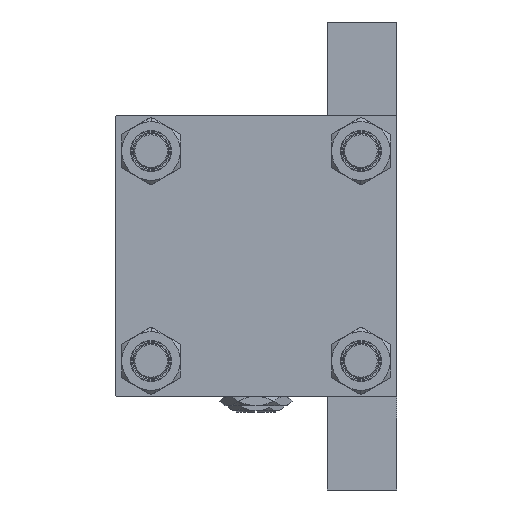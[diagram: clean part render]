
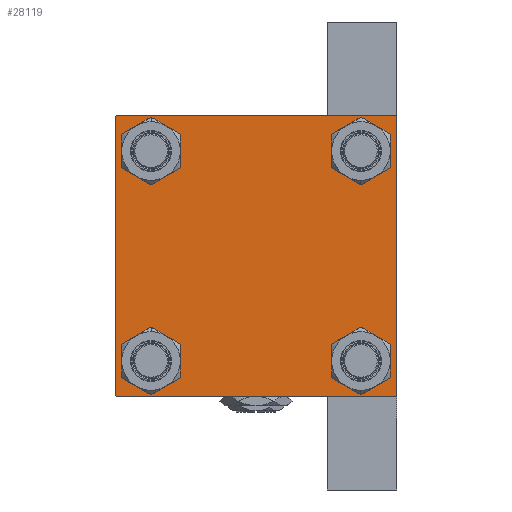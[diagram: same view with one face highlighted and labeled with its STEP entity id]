
A CAD part, left-side view. The second image highlights one B-rep face of the part: STEP entity #28119.
In plain terms, the highlighted planar face has unit normal (-1, 0, 0).
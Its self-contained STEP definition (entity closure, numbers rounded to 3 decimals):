
#361 = VERTEX_POINT ( 'NONE', #27243 ) ;
#1189 = LINE ( 'NONE', #20624, #24971 ) ;
#1277 = EDGE_CURVE ( 'NONE', #40508, #35991, #37557, .T. ) ;
#1569 = CARTESIAN_POINT ( 'NONE',  ( 0., 48.45, -39.95 ) ) ;
#1597 = CARTESIAN_POINT ( 'NONE',  ( 0., -65., -64.5 ) ) ;
#1976 = ORIENTED_EDGE ( 'NONE', *, *, #46871, .T. ) ;
#2221 = CARTESIAN_POINT ( 'NONE',  ( 0., -48.45, -39.95 ) ) ;
#2324 = FACE_BOUND ( 'NONE', #35591, .T. ) ;
#2336 = CARTESIAN_POINT ( 'NONE',  ( 0., 65., -65. ) ) ;
#2698 = DIRECTION ( 'NONE',  ( 1., 0., 0. ) ) ;
#2812 = ORIENTED_EDGE ( 'NONE', *, *, #43433, .T. ) ;
#3081 = CARTESIAN_POINT ( 'NONE',  ( 0., 0., 0. ) ) ;
#4037 = ORIENTED_EDGE ( 'NONE', *, *, #46137, .T. ) ;
#4509 = CARTESIAN_POINT ( 'NONE',  ( 0., 65., 65. ) ) ;
#5340 = VERTEX_POINT ( 'NONE', #48485 ) ;
#5735 = DIRECTION ( 'NONE',  ( 0., 0., 1. ) ) ;
#5832 = VERTEX_POINT ( 'NONE', #32393 ) ;
#6333 = VERTEX_POINT ( 'NONE', #46714 ) ;
#6569 = CARTESIAN_POINT ( 'NONE',  ( 0., 65., -64.5 ) ) ;
#6896 = FACE_OUTER_BOUND ( 'NONE', #47780, .T. ) ;
#7543 = VERTEX_POINT ( 'NONE', #17606 ) ;
#7651 = PLANE ( 'NONE',  #22757 ) ;
#8383 = ORIENTED_EDGE ( 'NONE', *, *, #1277, .T. ) ;
#9051 = DIRECTION ( 'NONE',  ( 0., 0., -1. ) ) ;
#9070 = CARTESIAN_POINT ( 'NONE',  ( 0., 65., 65. ) ) ;
#9598 = EDGE_CURVE ( 'NONE', #33417, #40158, #12821, .T. ) ;
#9804 = DIRECTION ( 'NONE',  ( 0., -0.707, -0.707 ) ) ;
#9845 = VECTOR ( 'NONE', #20794, 1000. ) ;
#10341 = EDGE_LOOP ( 'NONE', ( #48662, #2812 ) ) ;
#11632 = CARTESIAN_POINT ( 'NONE',  ( 0., -48.45, 48.45 ) ) ;
#11690 = FACE_BOUND ( 'NONE', #10341, .T. ) ;
#11848 = LINE ( 'NONE', #4509, #25185 ) ;
#11865 = VECTOR ( 'NONE', #9804, 1000. ) ;
#11969 = EDGE_LOOP ( 'NONE', ( #46743, #4037 ) ) ;
#11971 = VECTOR ( 'NONE', #12380, 1000. ) ;
#12365 = LINE ( 'NONE', #9070, #47578 ) ;
#12380 = DIRECTION ( 'NONE',  ( 0., 0.707, 0.707 ) ) ;
#12821 = LINE ( 'NONE', #43638, #13622 ) ;
#12885 = ORIENTED_EDGE ( 'NONE', *, *, #40675, .T. ) ;
#13554 = CARTESIAN_POINT ( 'NONE',  ( 0., 48.45, 48.45 ) ) ;
#13622 = VECTOR ( 'NONE', #9051, 1000. ) ;
#13826 = CIRCLE ( 'NONE', #49377, 8.5 ) ;
#14963 = DIRECTION ( 'NONE',  ( 0., 0., 1. ) ) ;
#15359 = VERTEX_POINT ( 'NONE', #29039 ) ;
#15468 = CARTESIAN_POINT ( 'NONE',  ( 0., -64.5, -65. ) ) ;
#16156 = LINE ( 'NONE', #31557, #11971 ) ;
#16305 = DIRECTION ( 'NONE',  ( 0., 0., 1. ) ) ;
#16871 = CIRCLE ( 'NONE', #36232, 8.5 ) ;
#17606 = CARTESIAN_POINT ( 'NONE',  ( 0., 65., 64.5 ) ) ;
#17994 = CARTESIAN_POINT ( 'NONE',  ( 0., 64.75, 64.75 ) ) ;
#18131 = CARTESIAN_POINT ( 'NONE',  ( 0., -48.45, 39.95 ) ) ;
#18251 = DIRECTION ( 'NONE',  ( 0., 0., 1. ) ) ;
#18725 = AXIS2_PLACEMENT_3D ( 'NONE', #11632, #27766, #27010 ) ;
#19031 = EDGE_CURVE ( 'NONE', #49073, #23502, #22162, .T. ) ;
#19408 = AXIS2_PLACEMENT_3D ( 'NONE', #13554, #25666, #5735 ) ;
#19661 = DIRECTION ( 'NONE',  ( 1., 0., 0. ) ) ;
#20624 = CARTESIAN_POINT ( 'NONE',  ( 0., -64.75, -64.75 ) ) ;
#20794 = DIRECTION ( 'NONE',  ( 0., 0.707, -0.707 ) ) ;
#21120 = CARTESIAN_POINT ( 'NONE',  ( 0., 64.5, 65. ) ) ;
#21336 = VERTEX_POINT ( 'NONE', #21120 ) ;
#21800 = CARTESIAN_POINT ( 'NONE',  ( 0., -48.45, -48.45 ) ) ;
#22162 = CIRCLE ( 'NONE', #38289, 8.5 ) ;
#22398 = ORIENTED_EDGE ( 'NONE', *, *, #25766, .F. ) ;
#22757 = AXIS2_PLACEMENT_3D ( 'NONE', #3081, #34394, #14963 ) ;
#22792 = FACE_BOUND ( 'NONE', #45436, .T. ) ;
#23154 = DIRECTION ( 'NONE',  ( 0., 0., 1. ) ) ;
#23502 = VERTEX_POINT ( 'NONE', #45835 ) ;
#23597 = AXIS2_PLACEMENT_3D ( 'NONE', #32825, #43985, #40194 ) ;
#24971 = VECTOR ( 'NONE', #43874, 1000. ) ;
#25044 = CIRCLE ( 'NONE', #33916, 8.5 ) ;
#25185 = VECTOR ( 'NONE', #27229, 1000. ) ;
#25666 = DIRECTION ( 'NONE',  ( 1., 0., 0. ) ) ;
#25729 = AXIS2_PLACEMENT_3D ( 'NONE', #21800, #45038, #18251 ) ;
#25766 = EDGE_CURVE ( 'NONE', #21336, #15359, #11848, .T. ) ;
#26573 = FACE_BOUND ( 'NONE', #11969, .T. ) ;
#27010 = DIRECTION ( 'NONE',  ( 0., 0., 1. ) ) ;
#27229 = DIRECTION ( 'NONE',  ( 0., -1., 0. ) ) ;
#27243 = CARTESIAN_POINT ( 'NONE',  ( 0., -48.45, 56.95 ) ) ;
#27766 = DIRECTION ( 'NONE',  ( 1., 0., 0. ) ) ;
#27996 = EDGE_CURVE ( 'NONE', #21336, #7543, #48561, .T. ) ;
#28119 = ADVANCED_FACE ( 'NONE', ( #2324, #22792, #26573, #11690, #6896 ), #7651, .T. ) ;
#28937 = ORIENTED_EDGE ( 'NONE', *, *, #36118, .T. ) ;
#29039 = CARTESIAN_POINT ( 'NONE',  ( 0., -64.5, 65. ) ) ;
#31215 = ORIENTED_EDGE ( 'NONE', *, *, #32880, .T. ) ;
#31557 = CARTESIAN_POINT ( 'NONE',  ( 0., -64.75, 64.75 ) ) ;
#32393 = CARTESIAN_POINT ( 'NONE',  ( 0., 48.45, -56.95 ) ) ;
#32825 = CARTESIAN_POINT ( 'NONE',  ( 0., -48.45, 48.45 ) ) ;
#32880 = EDGE_CURVE ( 'NONE', #33417, #15359, #16156, .T. ) ;
#33417 = VERTEX_POINT ( 'NONE', #38184 ) ;
#33916 = AXIS2_PLACEMENT_3D ( 'NONE', #34007, #42111, #49687 ) ;
#34007 = CARTESIAN_POINT ( 'NONE',  ( 0., 48.45, 48.45 ) ) ;
#34017 = CIRCLE ( 'NONE', #18725, 8.5 ) ;
#34042 = CARTESIAN_POINT ( 'NONE',  ( 0., 48.45, -48.45 ) ) ;
#34394 = DIRECTION ( 'NONE',  ( -1., 0., 0. ) ) ;
#35084 = DIRECTION ( 'NONE',  ( 0., 0., -1. ) ) ;
#35591 = EDGE_LOOP ( 'NONE', ( #40278, #1976 ) ) ;
#35757 = EDGE_CURVE ( 'NONE', #23502, #49073, #40285, .T. ) ;
#35987 = DIRECTION ( 'NONE',  ( 1., 0., 0. ) ) ;
#35991 = VERTEX_POINT ( 'NONE', #38086 ) ;
#36118 = EDGE_CURVE ( 'NONE', #46599, #40158, #1189, .T. ) ;
#36232 = AXIS2_PLACEMENT_3D ( 'NONE', #46160, #2698, #23154 ) ;
#37192 = LINE ( 'NONE', #2336, #39755 ) ;
#37327 = ORIENTED_EDGE ( 'NONE', *, *, #27996, .T. ) ;
#37557 = LINE ( 'NONE', #44400, #11865 ) ;
#38086 = CARTESIAN_POINT ( 'NONE',  ( 0., 64.5, -65. ) ) ;
#38184 = CARTESIAN_POINT ( 'NONE',  ( 0., -65., 64.5 ) ) ;
#38289 = AXIS2_PLACEMENT_3D ( 'NONE', #39799, #35987, #16305 ) ;
#39755 = VECTOR ( 'NONE', #44286, 1000. ) ;
#39799 = CARTESIAN_POINT ( 'NONE',  ( 0., -48.45, -48.45 ) ) ;
#40158 = VERTEX_POINT ( 'NONE', #1597 ) ;
#40194 = DIRECTION ( 'NONE',  ( 0., 0., 1. ) ) ;
#40278 = ORIENTED_EDGE ( 'NONE', *, *, #47187, .T. ) ;
#40285 = CIRCLE ( 'NONE', #25729, 8.5 ) ;
#40508 = VERTEX_POINT ( 'NONE', #6569 ) ;
#40641 = ORIENTED_EDGE ( 'NONE', *, *, #19031, .T. ) ;
#40675 = EDGE_CURVE ( 'NONE', #7543, #40508, #12365, .T. ) ;
#40846 = EDGE_CURVE ( 'NONE', #45555, #5832, #16871, .T. ) ;
#41183 = CIRCLE ( 'NONE', #19408, 8.5 ) ;
#42111 = DIRECTION ( 'NONE',  ( 1., 0., 0. ) ) ;
#42555 = EDGE_CURVE ( 'NONE', #5340, #6333, #41183, .T. ) ;
#43433 = EDGE_CURVE ( 'NONE', #6333, #5340, #25044, .T. ) ;
#43638 = CARTESIAN_POINT ( 'NONE',  ( 0., -65., 65. ) ) ;
#43874 = DIRECTION ( 'NONE',  ( 0., -0.707, 0.707 ) ) ;
#43985 = DIRECTION ( 'NONE',  ( 1., 0., 0. ) ) ;
#44286 = DIRECTION ( 'NONE',  ( 0., -1., 0. ) ) ;
#44400 = CARTESIAN_POINT ( 'NONE',  ( 0., 64.75, -64.75 ) ) ;
#44659 = ORIENTED_EDGE ( 'NONE', *, *, #9598, .F. ) ;
#45038 = DIRECTION ( 'NONE',  ( 1., 0., 0. ) ) ;
#45162 = VERTEX_POINT ( 'NONE', #18131 ) ;
#45365 = CIRCLE ( 'NONE', #23597, 8.5 ) ;
#45436 = EDGE_LOOP ( 'NONE', ( #40641, #48197 ) ) ;
#45555 = VERTEX_POINT ( 'NONE', #1569 ) ;
#45835 = CARTESIAN_POINT ( 'NONE',  ( 0., -48.45, -56.95 ) ) ;
#46137 = EDGE_CURVE ( 'NONE', #5832, #45555, #13826, .T. ) ;
#46160 = CARTESIAN_POINT ( 'NONE',  ( 0., 48.45, -48.45 ) ) ;
#46599 = VERTEX_POINT ( 'NONE', #15468 ) ;
#46690 = ORIENTED_EDGE ( 'NONE', *, *, #47488, .T. ) ;
#46692 = DIRECTION ( 'NONE',  ( 0., 0., 1. ) ) ;
#46714 = CARTESIAN_POINT ( 'NONE',  ( 0., 48.45, 39.95 ) ) ;
#46743 = ORIENTED_EDGE ( 'NONE', *, *, #40846, .T. ) ;
#46871 = EDGE_CURVE ( 'NONE', #45162, #361, #45365, .T. ) ;
#47187 = EDGE_CURVE ( 'NONE', #361, #45162, #34017, .T. ) ;
#47488 = EDGE_CURVE ( 'NONE', #35991, #46599, #37192, .T. ) ;
#47578 = VECTOR ( 'NONE', #35084, 1000. ) ;
#47780 = EDGE_LOOP ( 'NONE', ( #12885, #8383, #46690, #28937, #44659, #31215, #22398, #37327 ) ) ;
#48197 = ORIENTED_EDGE ( 'NONE', *, *, #35757, .T. ) ;
#48485 = CARTESIAN_POINT ( 'NONE',  ( 0., 48.45, 56.95 ) ) ;
#48561 = LINE ( 'NONE', #17994, #9845 ) ;
#48662 = ORIENTED_EDGE ( 'NONE', *, *, #42555, .T. ) ;
#49073 = VERTEX_POINT ( 'NONE', #2221 ) ;
#49377 = AXIS2_PLACEMENT_3D ( 'NONE', #34042, #19661, #46692 ) ;
#49687 = DIRECTION ( 'NONE',  ( 0., 0., 1. ) ) ;
